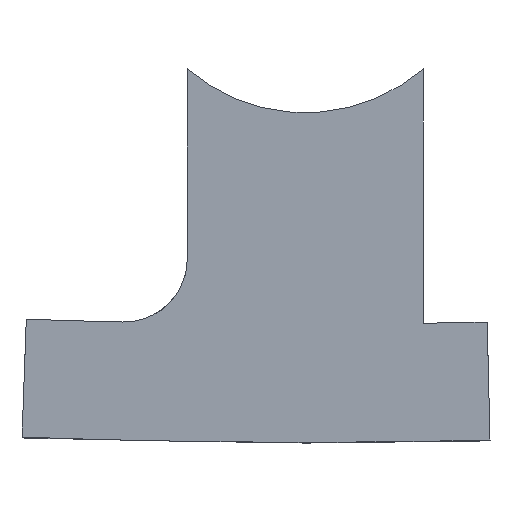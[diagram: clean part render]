
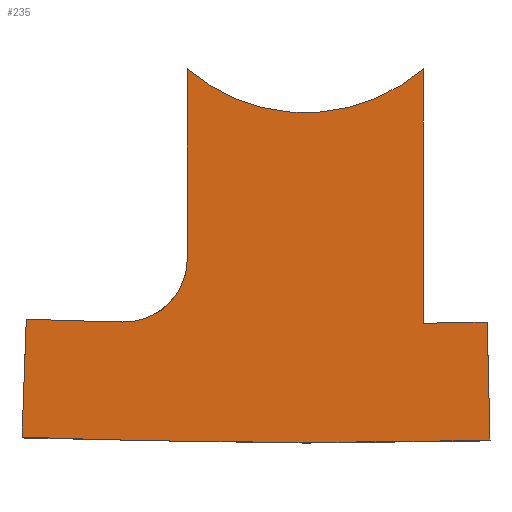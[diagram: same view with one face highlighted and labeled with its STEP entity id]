
A CAD part, left-side view. The second image highlights one B-rep face of the part: STEP entity #235.
In plain terms, the highlighted planar face has unit normal (-1, 0, 0).
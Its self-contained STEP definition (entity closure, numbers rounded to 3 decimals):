
#51=LINE('',#444,#61);
#56=LINE('',#456,#66);
#59=LINE('',#481,#69);
#60=LINE('',#491,#70);
#61=VECTOR('',#308,10.);
#66=VECTOR('',#317,10.);
#69=VECTOR('',#350,10.);
#70=VECTOR('',#363,10.);
#75=PLANE('',#283);
#86=FACE_OUTER_BOUND('',#97,.T.);
#97=EDGE_LOOP('',(#211,#212,#213,#214,#215,#216,#217,#218,#219,#220));
#106=CIRCLE('',#269,1999.775);
#108=CIRCLE('',#272,46.);
#110=CIRCLE('',#275,1999.775);
#113=CIRCLE('',#280,1999.775);
#115=CIRCLE('',#282,1999.775);
#116=B_SPLINE_CURVE_WITH_KNOTS('',3,(#396,#397,#398,#399,#400,#401,#402,
#403,#404,#405,#406,#407,#408,#409,#410,#411,#412,#413,#414,#415,#416),
 .UNSPECIFIED.,.F.,.F.,(4,3,2,2,2,2,2,2,2,4),(9.442,9.479,
9.775,10.071,10.367,10.663,10.96,
11.256,11.552,11.848),.UNSPECIFIED.);
#118=VERTEX_POINT('',#394);
#119=VERTEX_POINT('',#395);
#122=VERTEX_POINT('',#443);
#125=VERTEX_POINT('',#450);
#127=VERTEX_POINT('',#454);
#132=VERTEX_POINT('',#469);
#133=VERTEX_POINT('',#475);
#134=VERTEX_POINT('',#479);
#135=VERTEX_POINT('',#483);
#136=VERTEX_POINT('',#485);
#138=EDGE_CURVE('',#118,#119,#116,.T.);
#142=EDGE_CURVE('',#122,#119,#51,.T.);
#148=EDGE_CURVE('',#127,#125,#56,.T.);
#155=EDGE_CURVE('',#125,#132,#106,.T.);
#157=EDGE_CURVE('',#122,#127,#108,.T.);
#159=EDGE_CURVE('',#133,#118,#110,.T.);
#161=EDGE_CURVE('',#134,#133,#59,.T.);
#163=EDGE_CURVE('',#135,#136,#113,.T.);
#165=EDGE_CURVE('',#136,#134,#115,.T.);
#166=EDGE_CURVE('',#132,#135,#60,.T.);
#211=ORIENTED_EDGE('',*,*,#157,.F.);
#212=ORIENTED_EDGE('',*,*,#142,.T.);
#213=ORIENTED_EDGE('',*,*,#138,.F.);
#214=ORIENTED_EDGE('',*,*,#159,.F.);
#215=ORIENTED_EDGE('',*,*,#161,.F.);
#216=ORIENTED_EDGE('',*,*,#165,.F.);
#217=ORIENTED_EDGE('',*,*,#163,.F.);
#218=ORIENTED_EDGE('',*,*,#166,.F.);
#219=ORIENTED_EDGE('',*,*,#155,.F.);
#220=ORIENTED_EDGE('',*,*,#148,.F.);
#235=ADVANCED_FACE('',(#86),#75,.F.);
#269=AXIS2_PLACEMENT_3D('',#470,#332,#333);
#272=AXIS2_PLACEMENT_3D('',#473,#338,#339);
#275=AXIS2_PLACEMENT_3D('',#477,#344,#345);
#280=AXIS2_PLACEMENT_3D('',#486,#355,#356);
#282=AXIS2_PLACEMENT_3D('',#489,#359,#360);
#283=AXIS2_PLACEMENT_3D('',#490,#361,#362);
#308=DIRECTION('',(0.,0.,-1.));
#317=DIRECTION('',(0.,0.,-1.));
#332=DIRECTION('center_axis',(-1.,0.,0.));
#333=DIRECTION('ref_axis',(0.,0.,1.));
#338=DIRECTION('center_axis',(-1.,0.,0.));
#339=DIRECTION('ref_axis',(0.,1.,0.));
#344=DIRECTION('center_axis',(-1.,0.,0.));
#345=DIRECTION('ref_axis',(0.,0.,1.));
#350=DIRECTION('',(0.,-0.036,0.999));
#355=DIRECTION('center_axis',(1.,0.,0.));
#356=DIRECTION('ref_axis',(0.,0.,1.));
#359=DIRECTION('center_axis',(1.,0.,0.));
#360=DIRECTION('ref_axis',(0.,0.,1.));
#361=DIRECTION('center_axis',(1.,0.,0.));
#362=DIRECTION('ref_axis',(0.,0.,-1.));
#363=DIRECTION('',(0.,-0.024,-1.));
#394=CARTESIAN_POINT('',(-30.,46.371,-99.218));
#395=CARTESIAN_POINT('',(-30.,30.,-83.221));
#396=CARTESIAN_POINT('Ctrl Pts',(-30.,46.371,-99.218));
#397=CARTESIAN_POINT('Ctrl Pts',(-30.,46.246,-99.221));
#398=CARTESIAN_POINT('Ctrl Pts',(-30.,46.122,-99.222));
#399=CARTESIAN_POINT('Ctrl Pts',(-30.,46.,-99.222));
#400=CARTESIAN_POINT('Ctrl Pts',(-30.,45.013,-99.222));
#401=CARTESIAN_POINT('Ctrl Pts',(-30.,43.934,-99.125));
#402=CARTESIAN_POINT('Ctrl Pts',(-30.,41.823,-98.705));
#403=CARTESIAN_POINT('Ctrl Pts',(-30.,40.789,-98.382));
#404=CARTESIAN_POINT('Ctrl Pts',(-30.,38.965,-97.627));
#405=CARTESIAN_POINT('Ctrl Pts',(-30.,38.006,-97.124));
#406=CARTESIAN_POINT('Ctrl Pts',(-30.,36.216,-95.928));
#407=CARTESIAN_POINT('Ctrl Pts',(-30.,35.385,-95.234));
#408=CARTESIAN_POINT('Ctrl Pts',(-30.,33.988,-93.838));
#409=CARTESIAN_POINT('Ctrl Pts',(-30.,33.295,-93.006));
#410=CARTESIAN_POINT('Ctrl Pts',(-30.,32.099,-91.216));
#411=CARTESIAN_POINT('Ctrl Pts',(-30.,31.596,-90.257));
#412=CARTESIAN_POINT('Ctrl Pts',(-30.,30.84,-88.432));
#413=CARTESIAN_POINT('Ctrl Pts',(-30.,30.518,-87.399));
#414=CARTESIAN_POINT('Ctrl Pts',(-30.,30.097,-85.286));
#415=CARTESIAN_POINT('Ctrl Pts',(-30.,30.,-84.208));
#416=CARTESIAN_POINT('Ctrl Pts',(-30.,30.,-83.221));
#443=CARTESIAN_POINT('',(-30.,30.,-34.871));
#444=CARTESIAN_POINT('',(-30.,30.,-99.981));
#450=CARTESIAN_POINT('',(-30.,-30.,-99.531));
#454=CARTESIAN_POINT('',(-30.,-30.,-34.871));
#456=CARTESIAN_POINT('',(-30.,-30.,-99.981));
#469=CARTESIAN_POINT('',(-30.,-46.289,-99.22));
#470=CARTESIAN_POINT('Origin',(-30.,0.,1900.019));
#473=CARTESIAN_POINT('Origin',(-30.,0.,0.));
#475=CARTESIAN_POINT('',(-30.,70.912,-98.498));
#477=CARTESIAN_POINT('Origin',(-30.,0.,1900.019));
#479=CARTESIAN_POINT('',(-30.,71.992,-128.479));
#481=CARTESIAN_POINT('',(-30.,67.276,2.424));
#483=CARTESIAN_POINT('',(-30.,-46.995,-129.223));
#485=CARTESIAN_POINT('',(-30.,0.,-129.775));
#486=CARTESIAN_POINT('Origin',(-30.,0.,1870.));
#489=CARTESIAN_POINT('Origin',(-30.,0.,1870.));
#490=CARTESIAN_POINT('Origin',(-30.,0.,0.));
#491=CARTESIAN_POINT('',(-30.,-43.933,1.033));
